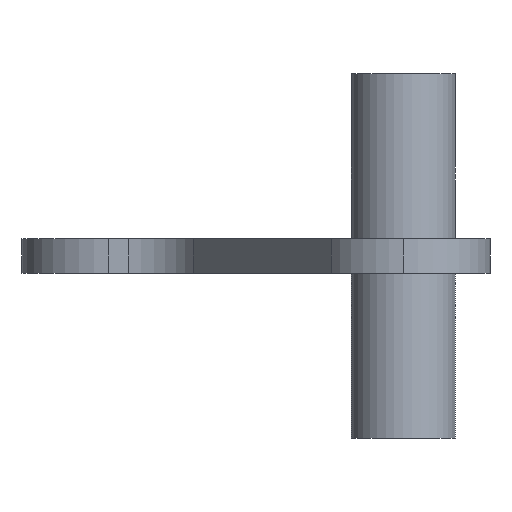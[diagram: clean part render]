
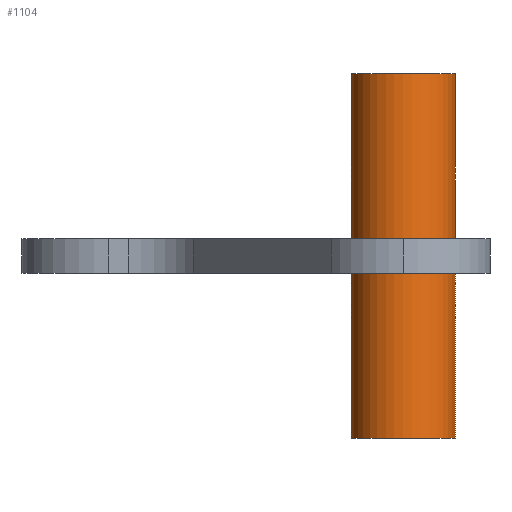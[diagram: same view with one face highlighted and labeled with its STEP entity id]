
A CAD part, left-side view. The second image highlights one B-rep face of the part: STEP entity #1104.
In plain terms, the highlighted cylindrical face has radius 6 mm (diameter 12 mm), a partial arc.
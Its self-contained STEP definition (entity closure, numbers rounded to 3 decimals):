
#32 = CIRCLE ( 'NONE', #737, 6. ) ;
#75 = DIRECTION ( 'NONE',  ( 0., 0., 1. ) ) ;
#106 = CARTESIAN_POINT ( 'NONE',  ( -22.499, 0., 0. ) ) ;
#111 = CARTESIAN_POINT ( 'NONE',  ( 21., 0., 6. ) ) ;
#118 = LINE ( 'NONE', #451, #279 ) ;
#158 = VECTOR ( 'NONE', #835, 1000. ) ;
#161 = VERTEX_POINT ( 'NONE', #632 ) ;
#163 = DIRECTION ( 'NONE',  ( 0., 0., 1. ) ) ;
#190 = EDGE_CURVE ( 'NONE', #817, #474, #118, .T. ) ;
#210 = EDGE_LOOP ( 'NONE', ( #732, #981, #946, #1258 ) ) ;
#279 = VECTOR ( 'NONE', #354, 1000. ) ;
#302 = CARTESIAN_POINT ( 'NONE',  ( 21., 0., -6. ) ) ;
#303 = EDGE_CURVE ( 'NONE', #161, #474, #32, .T. ) ;
#328 = CARTESIAN_POINT ( 'NONE',  ( -22.499, 0., -6. ) ) ;
#354 = DIRECTION ( 'NONE',  ( -1., 0., 0. ) ) ;
#379 = CARTESIAN_POINT ( 'NONE',  ( -21., 0., 0. ) ) ;
#451 = CARTESIAN_POINT ( 'NONE',  ( -22.499, 0., 6. ) ) ;
#474 = VERTEX_POINT ( 'NONE', #806 ) ;
#632 = CARTESIAN_POINT ( 'NONE',  ( -21., 0., -6. ) ) ;
#662 = AXIS2_PLACEMENT_3D ( 'NONE', #106, #725, #847 ) ;
#678 = AXIS2_PLACEMENT_3D ( 'NONE', #1292, #1074, #163 ) ;
#725 = DIRECTION ( 'NONE',  ( -1., 0., 0. ) ) ;
#732 = ORIENTED_EDGE ( 'NONE', *, *, #1121, .F. ) ;
#737 = AXIS2_PLACEMENT_3D ( 'NONE', #379, #1191, #75 ) ;
#746 = LINE ( 'NONE', #328, #158 ) ;
#768 = FACE_OUTER_BOUND ( 'NONE', #210, .T. ) ;
#804 = EDGE_CURVE ( 'NONE', #863, #817, #1084, .T. ) ;
#806 = CARTESIAN_POINT ( 'NONE',  ( -21., 0., 6. ) ) ;
#817 = VERTEX_POINT ( 'NONE', #111 ) ;
#835 = DIRECTION ( 'NONE',  ( -1., 0., 0. ) ) ;
#847 = DIRECTION ( 'NONE',  ( 0., 0., 1. ) ) ;
#863 = VERTEX_POINT ( 'NONE', #302 ) ;
#946 = ORIENTED_EDGE ( 'NONE', *, *, #190, .T. ) ;
#981 = ORIENTED_EDGE ( 'NONE', *, *, #804, .T. ) ;
#1074 = DIRECTION ( 'NONE',  ( -1., 0., 0. ) ) ;
#1084 = CIRCLE ( 'NONE', #678, 6. ) ;
#1104 = ADVANCED_FACE ( 'NONE', ( #768 ), #1183, .T. ) ;
#1121 = EDGE_CURVE ( 'NONE', #863, #161, #746, .T. ) ;
#1183 = CYLINDRICAL_SURFACE ( 'NONE', #662, 6. ) ;
#1191 = DIRECTION ( 'NONE',  ( -1., 0., 0. ) ) ;
#1258 = ORIENTED_EDGE ( 'NONE', *, *, #303, .F. ) ;
#1292 = CARTESIAN_POINT ( 'NONE',  ( 21., 0., 0. ) ) ;
